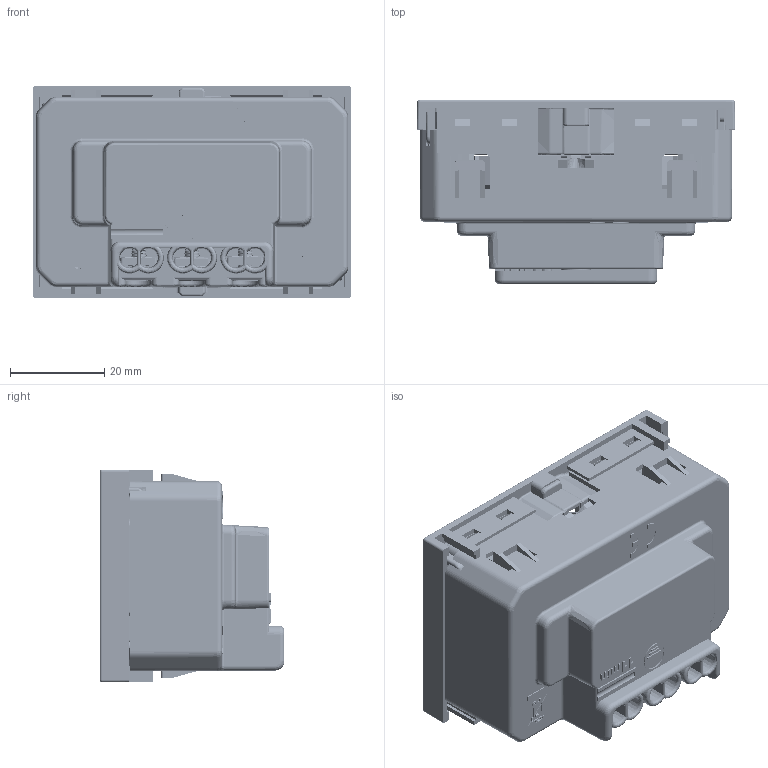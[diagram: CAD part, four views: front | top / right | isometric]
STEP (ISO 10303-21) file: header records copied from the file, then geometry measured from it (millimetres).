
FILE_DESCRIPTION (( 'STEP AP214' ), '1' );
FILE_NAME ('4BOX-P503-MATIX-GO.STEP', '2024-08-28T02:29:02', ( '' ), ( '' ), 'SwSTEP 2.0', 'SolidWorks 2016', '' );
FILE_SCHEMA (( 'AUTOMOTIVE_DESIGN' ));
Length unit declared in the file: millimetre
Products named in the file (23): BHDT084-61782; 31285044-; BHDT009; 2_5000; M3_5X6; LF40311-UP009-5-13; D801005049-; LF40311-UP016-5-13; 000; BHDT008; LF40311-P042; LF40311-MG002; LF40311-UP008-5-13; P503脣釱奻裔-MG嫖醱-20240809; LF40311-UP046; BHDT084-61797; LK42207043-; LK40207050; 4BOX-P503-MATIX-GO; BHDP021; LK42207042-; BHP30084; BHDP-29_ASM
Assembly tree (33 placements, depth 3):
  4BOX-P503-MATIX-GO
    P503脣釱奻裔-MG嫖醱-20240809
    LF40311-MG002
    000  x2
    LF40311-UP046
    LF40311-UP016-5-13
    LK42207043-
    LK42207042-
    LF40311-UP008-5-13  x2
    BHP30084  x2
    LF40311-UP009-5-13  x2
    LF40311-P042  x2
    M3_5X6  x3
    LK40207050  x3
    D801005049-
    2_5000
    31285044-
    BHDP-29_ASM
      BHDP021
      BHDT084-61782  x2
      BHDT084-61797  x2
      BHDT008
      BHDT009
Bounding box: 67.44 x 39.1 x 45 mm (x, y, z)
Volume: 31541.4 mm3; surface area: 58940.2 mm2
Topology: 30 solids, 33 shells, 5391 faces, 15065 edges, 9766 vertices
Faces by surface type: plane 2791, cylinder 1417, bspline 928, cone 219, torus 31, sphere 5
Entity records: 227716 total; most frequent: CARTESIAN_POINT 110965, ORIENTED_EDGE 24630, DIRECTION 15405, EDGE_CURVE 12317, VERTEX_POINT 8021, LINE 5947, VECTOR 5947, B_SPLINE_CURVE_WITH_KNOTS 5159
